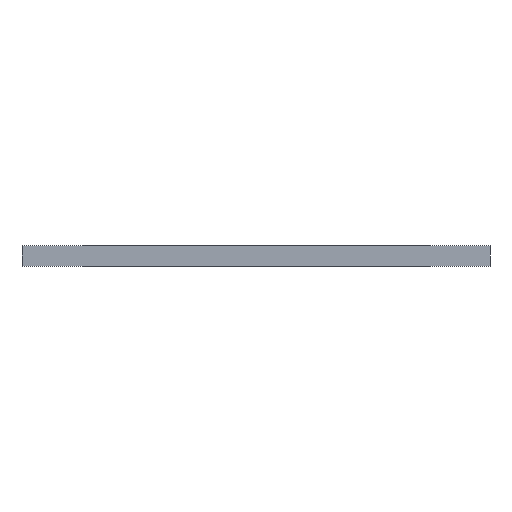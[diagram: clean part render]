
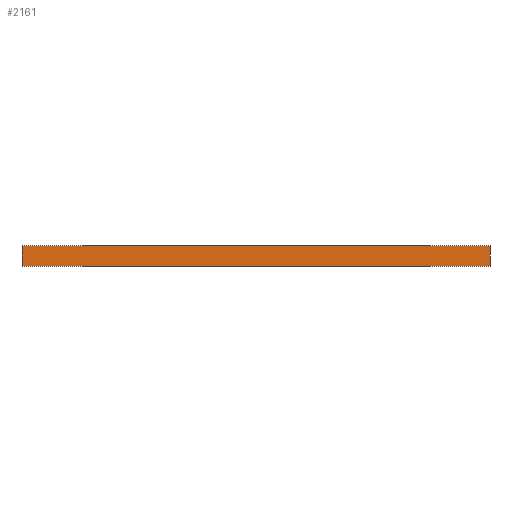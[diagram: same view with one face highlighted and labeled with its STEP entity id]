
A CAD part, front view. The second image highlights one B-rep face of the part: STEP entity #2161.
In plain terms, the highlighted planar face has unit normal (0, -1, 0).
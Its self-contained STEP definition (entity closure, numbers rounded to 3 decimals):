
#16 = CARTESIAN_POINT ( 'NONE',  ( 15., -22.5, -0.65 ) ) ;
#54 = LINE ( 'NONE', #1757, #1980 ) ;
#97 = DIRECTION ( 'NONE',  ( 0., 0., -1. ) ) ;
#155 = FACE_OUTER_BOUND ( 'NONE', #2040, .T. ) ;
#193 = DIRECTION ( 'NONE',  ( 1., 0., 0. ) ) ;
#285 = EDGE_CURVE ( 'NONE', #1153, #1436, #1926, .T. ) ;
#319 = LINE ( 'NONE', #1404, #1025 ) ;
#337 = CARTESIAN_POINT ( 'NONE',  ( 15., -22.5, -0.65 ) ) ;
#350 = VERTEX_POINT ( 'NONE', #337 ) ;
#392 = CARTESIAN_POINT ( 'NONE',  ( 15., -22.5, 0.65 ) ) ;
#419 = ORIENTED_EDGE ( 'NONE', *, *, #285, .F. ) ;
#563 = DIRECTION ( 'NONE',  ( 0., 1., 0. ) ) ;
#643 = ORIENTED_EDGE ( 'NONE', *, *, #793, .F. ) ;
#793 = EDGE_CURVE ( 'NONE', #1436, #350, #319, .T. ) ;
#807 = EDGE_CURVE ( 'NONE', #1153, #1087, #54, .T. ) ;
#922 = CARTESIAN_POINT ( 'NONE',  ( -15., -22.5, -0.65 ) ) ;
#1025 = VECTOR ( 'NONE', #97, 1000. ) ;
#1035 = AXIS2_PLACEMENT_3D ( 'NONE', #1551, #563, #1858 ) ;
#1046 = EDGE_CURVE ( 'NONE', #1087, #350, #2211, .T. ) ;
#1064 = ORIENTED_EDGE ( 'NONE', *, *, #807, .T. ) ;
#1087 = VERTEX_POINT ( 'NONE', #922 ) ;
#1153 = VERTEX_POINT ( 'NONE', #1166 ) ;
#1154 = DIRECTION ( 'NONE',  ( 1., 0., 0. ) ) ;
#1166 = CARTESIAN_POINT ( 'NONE',  ( -15., -22.5, 0.65 ) ) ;
#1387 = DIRECTION ( 'NONE',  ( 0., 0., -1. ) ) ;
#1404 = CARTESIAN_POINT ( 'NONE',  ( 15., -22.5, 0.65 ) ) ;
#1436 = VERTEX_POINT ( 'NONE', #2047 ) ;
#1551 = CARTESIAN_POINT ( 'NONE',  ( 15., -22.5, 0.65 ) ) ;
#1723 = VECTOR ( 'NONE', #193, 1000. ) ;
#1757 = CARTESIAN_POINT ( 'NONE',  ( -15., -22.5, 0.65 ) ) ;
#1843 = VECTOR ( 'NONE', #1154, 1000. ) ;
#1858 = DIRECTION ( 'NONE',  ( -1., 0., 0. ) ) ;
#1861 = ORIENTED_EDGE ( 'NONE', *, *, #1046, .T. ) ;
#1926 = LINE ( 'NONE', #392, #1843 ) ;
#1980 = VECTOR ( 'NONE', #1387, 1000. ) ;
#2040 = EDGE_LOOP ( 'NONE', ( #1861, #643, #419, #1064 ) ) ;
#2047 = CARTESIAN_POINT ( 'NONE',  ( 15., -22.5, 0.65 ) ) ;
#2161 = ADVANCED_FACE ( 'NONE', ( #155 ), #2224, .F. ) ;
#2211 = LINE ( 'NONE', #16, #1723 ) ;
#2224 = PLANE ( 'NONE',  #1035 ) ;
